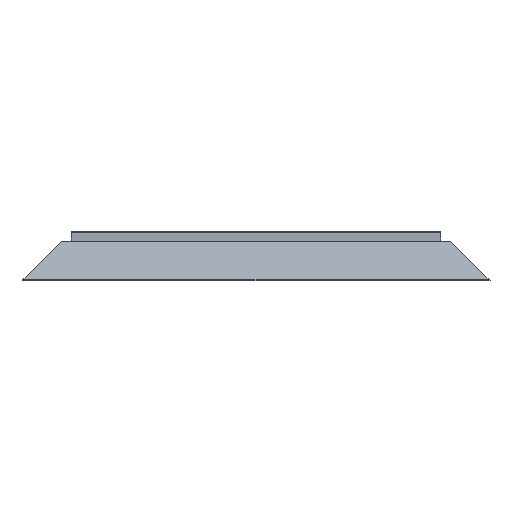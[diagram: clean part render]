
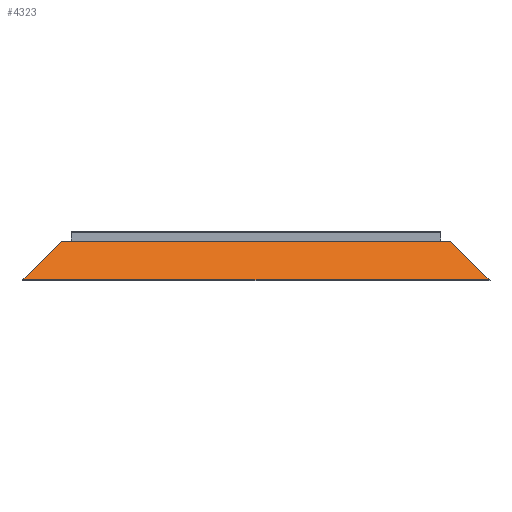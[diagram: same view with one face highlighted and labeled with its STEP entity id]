
A CAD part, front view. The second image highlights one B-rep face of the part: STEP entity #4323.
In plain terms, the highlighted planar face has unit normal (0, -0.707, 0.707).
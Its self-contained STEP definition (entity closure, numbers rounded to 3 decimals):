
#2920 = VERTEX_POINT('',#2921);
#2921 = CARTESIAN_POINT('',(474.,-500.2,1.));
#2929 = EDGE_CURVE('',#2920,#2930,#2932,.T.);
#2930 = VERTEX_POINT('',#2931);
#2931 = CARTESIAN_POINT('',(1.,-500.2,1.));
#2932 = LINE('',#2933,#2934);
#2933 = CARTESIAN_POINT('',(474.,-500.2,1.));
#2934 = VECTOR('',#2935,1.);
#2935 = DIRECTION('',(-1.,0.,0.));
#3290 = VERTEX_POINT('',#3291);
#3291 = CARTESIAN_POINT('',(435.,-461.2,40.));
#3306 = EDGE_CURVE('',#2920,#3290,#3307,.T.);
#3307 = LINE('',#3308,#3309);
#3308 = CARTESIAN_POINT('',(390.,-416.2,85.));
#3309 = VECTOR('',#3310,1.);
#3310 = DIRECTION('',(-0.577,0.577,0.577));
#3321 = VERTEX_POINT('',#3322);
#3322 = CARTESIAN_POINT('',(40.,-461.2,40.));
#3337 = EDGE_CURVE('',#2930,#3321,#3338,.T.);
#3338 = LINE('',#3339,#3340);
#3339 = CARTESIAN_POINT('',(85.,-416.2,85.));
#3340 = VECTOR('',#3341,1.);
#3341 = DIRECTION('',(0.577,0.577,0.577));
#4323 = ADVANCED_FACE('',(#4324),#4335,.T.);
#4324 = FACE_BOUND('',#4325,.T.);
#4325 = EDGE_LOOP('',(#4326,#4327,#4328,#4334));
#4326 = ORIENTED_EDGE('',*,*,#2929,.F.);
#4327 = ORIENTED_EDGE('',*,*,#3306,.T.);
#4328 = ORIENTED_EDGE('',*,*,#4329,.T.);
#4329 = EDGE_CURVE('',#3290,#3321,#4330,.T.);
#4330 = LINE('',#4331,#4332);
#4331 = CARTESIAN_POINT('',(435.,-461.2,40.));
#4332 = VECTOR('',#4333,1.);
#4333 = DIRECTION('',(-1.,0.,0.));
#4334 = ORIENTED_EDGE('',*,*,#3337,.F.);
#4335 = PLANE('',#4336);
#4336 = AXIS2_PLACEMENT_3D('',#4337,#4338,#4339);
#4337 = CARTESIAN_POINT('',(237.5,-482.216,18.984));
#4338 = DIRECTION('',(0.,-0.707,0.707)
  );
#4339 = DIRECTION('',(0.,0.707,0.707));
